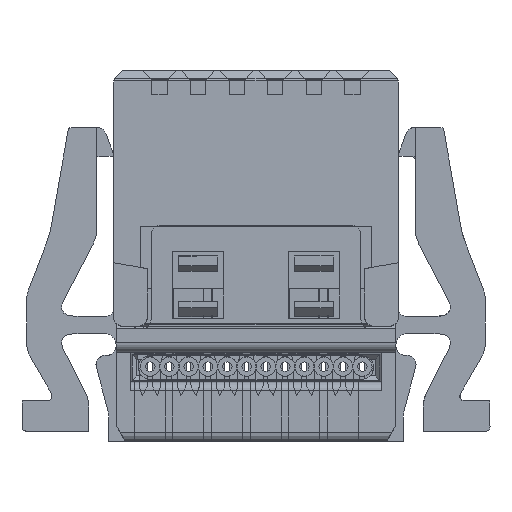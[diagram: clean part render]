
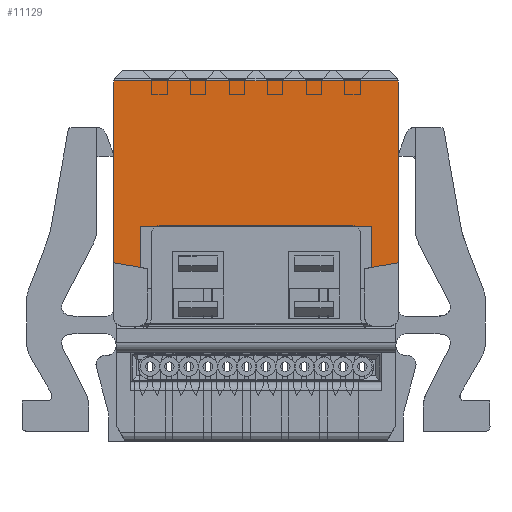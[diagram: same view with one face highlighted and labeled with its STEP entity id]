
A CAD part, front view. The second image highlights one B-rep face of the part: STEP entity #11129.
In plain terms, the highlighted planar face has unit normal (0, -1, 0).
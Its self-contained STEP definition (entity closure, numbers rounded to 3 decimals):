
#11079=AXIS2_PLACEMENT_3D('Plane Axis2P3D',#11076,#11077,#11078) ;
#9631=CARTESIAN_POINT('Vertex',(1.193,-134.925,9.429)) ;
#9634=CARTESIAN_POINT('Line Origine',(1.193,-134.925,6.439)) ;
#9638=CARTESIAN_POINT('Vertex',(1.193,-134.925,3.45)) ;
#10038=CARTESIAN_POINT('Vertex',(-8.178,-134.925,3.45)) ;
#10041=CARTESIAN_POINT('Line Origine',(-8.178,-134.925,6.439)) ;
#10045=CARTESIAN_POINT('Vertex',(-8.177,-134.925,9.429)) ;
#11076=CARTESIAN_POINT('Axis2P3D Location',(-8.422,-134.925,9.97)) ;
#11081=CARTESIAN_POINT('Line Origine',(-3.492,-134.925,9.429)) ;
#11086=CARTESIAN_POINT('Line Origine',(-7.737,-134.925,3.372)) ;
#11090=CARTESIAN_POINT('Vertex',(-7.298,-134.925,3.295)) ;
#11093=CARTESIAN_POINT('Line Origine',(-7.298,-134.925,3.972)) ;
#11097=CARTESIAN_POINT('Vertex',(-7.297,-134.925,4.65)) ;
#11100=CARTESIAN_POINT('Line Origine',(-3.493,-134.925,4.65)) ;
#11104=CARTESIAN_POINT('Vertex',(0.312,-134.925,4.65)) ;
#11107=CARTESIAN_POINT('Line Origine',(0.312,-134.925,3.972)) ;
#11111=CARTESIAN_POINT('Vertex',(0.313,-134.925,3.295)) ;
#11114=CARTESIAN_POINT('Line Origine',(0.752,-134.925,3.372)) ;
#9635=DIRECTION('Vector Direction',(0.,0.,1.)) ;
#10042=DIRECTION('Vector Direction',(0.,0.,-1.)) ;
#11077=DIRECTION('Axis2P3D Direction',(0.,-1.,0.)) ;
#11078=DIRECTION('Axis2P3D XDirection',(0.,0.,1.)) ;
#11082=DIRECTION('Vector Direction',(-1.,0.,0.)) ;
#11087=DIRECTION('Vector Direction',(0.985,0.,-0.174)) ;
#11094=DIRECTION('Vector Direction',(0.,0.,1.)) ;
#11101=DIRECTION('Vector Direction',(1.,0.,0.)) ;
#11108=DIRECTION('Vector Direction',(0.,0.,-1.)) ;
#11115=DIRECTION('Vector Direction',(0.985,0.,0.174)) ;
#9636=VECTOR('Line Direction',#9635,1.) ;
#10043=VECTOR('Line Direction',#10042,1.) ;
#11083=VECTOR('Line Direction',#11082,1.) ;
#11088=VECTOR('Line Direction',#11087,1.) ;
#11095=VECTOR('Line Direction',#11094,1.) ;
#11102=VECTOR('Line Direction',#11101,1.) ;
#11109=VECTOR('Line Direction',#11108,1.) ;
#11116=VECTOR('Line Direction',#11115,1.) ;
#11120=ORIENTED_EDGE('',*,*,#11085,.T.) ;
#11121=ORIENTED_EDGE('',*,*,#10047,.T.) ;
#11122=ORIENTED_EDGE('',*,*,#11092,.T.) ;
#11123=ORIENTED_EDGE('',*,*,#11099,.T.) ;
#11124=ORIENTED_EDGE('',*,*,#11106,.T.) ;
#11125=ORIENTED_EDGE('',*,*,#11113,.T.) ;
#11126=ORIENTED_EDGE('',*,*,#11118,.T.) ;
#11127=ORIENTED_EDGE('',*,*,#9640,.T.) ;
#11129=ADVANCED_FACE('1001\\MANIFOLD_SOLID_BREP #4723',(#11128),#11080,.T.) ;
#9640=EDGE_CURVE('',#9639,#9632,#9637,.T.) ;
#10047=EDGE_CURVE('',#10046,#10039,#10044,.T.) ;
#11085=EDGE_CURVE('',#9632,#10046,#11084,.T.) ;
#11092=EDGE_CURVE('',#10039,#11091,#11089,.T.) ;
#11099=EDGE_CURVE('',#11091,#11098,#11096,.T.) ;
#11106=EDGE_CURVE('',#11098,#11105,#11103,.T.) ;
#11113=EDGE_CURVE('',#11105,#11112,#11110,.T.) ;
#11118=EDGE_CURVE('',#11112,#9639,#11117,.T.) ;
#11119=EDGE_LOOP('',(#11120,#11121,#11122,#11123,#11124,#11125,#11126,#11127)) ;
#11128=FACE_OUTER_BOUND('',#11119,.T.) ;
#9637=LINE('Line',#9634,#9636) ;
#10044=LINE('Line',#10041,#10043) ;
#11084=LINE('Line',#11081,#11083) ;
#11089=LINE('Line',#11086,#11088) ;
#11096=LINE('Line',#11093,#11095) ;
#11103=LINE('Line',#11100,#11102) ;
#11110=LINE('Line',#11107,#11109) ;
#11117=LINE('Line',#11114,#11116) ;
#11080=PLANE('',#11079) ;
#9632=VERTEX_POINT('',#9631) ;
#9639=VERTEX_POINT('',#9638) ;
#10039=VERTEX_POINT('',#10038) ;
#10046=VERTEX_POINT('',#10045) ;
#11091=VERTEX_POINT('',#11090) ;
#11098=VERTEX_POINT('',#11097) ;
#11105=VERTEX_POINT('',#11104) ;
#11112=VERTEX_POINT('',#11111) ;
